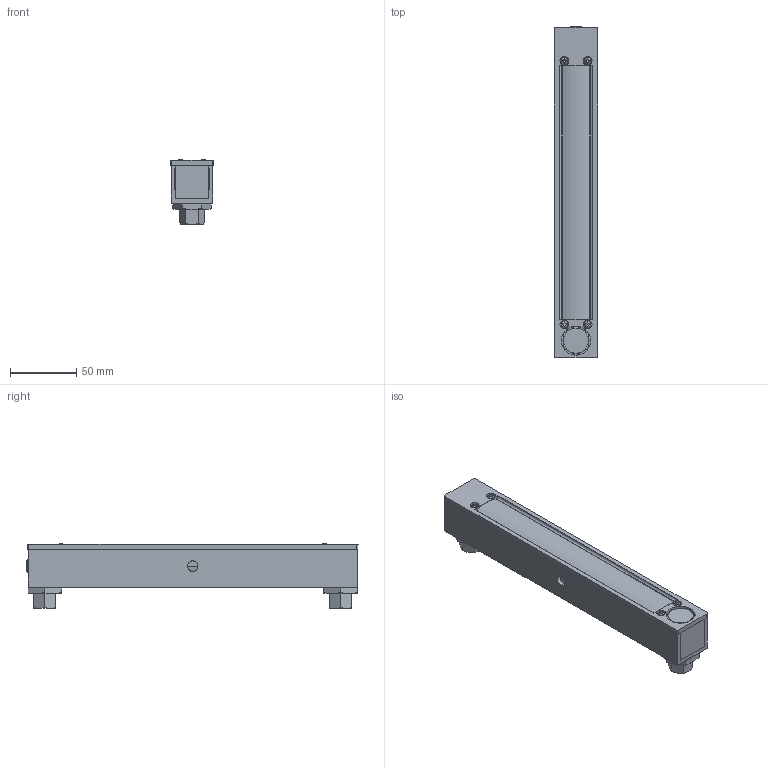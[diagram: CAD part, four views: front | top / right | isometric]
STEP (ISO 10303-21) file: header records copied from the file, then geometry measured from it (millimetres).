
FILE_DESCRIPTION (( 'STEP AP203' ), '1' );
FILE_NAME ('1355G-N-A-1.STEP', '2018-06-21T16:56:45', ( '' ), ( '' ), 'SwSTEP 2.0', 'SolidWorks 2017', '' );
FILE_SCHEMA (( 'CONFIG_CONTROL_DESIGN' ));
Length unit declared in the file: inch
Products named in the file (1): 1355G-N-A-1
Bounding box: 32.54 x 251.16 x 48.62 mm (x, y, z)
Surface area: 68165.9 mm2 (no closed solid volume)
Topology: 0 solids, 19 shells, 230 faces, 756 edges, 540 vertices
Faces by surface type: plane 125, cone 60, cylinder 37, bspline 8
Entity records: 8812 total; most frequent: CARTESIAN_POINT 2565, ORIENTED_EDGE 1180, DIRECTION 1169, EDGE_CURVE 756, VERTEX_POINT 540, AXIS2_PLACEMENT_3D 392, VECTOR 385, LINE 385
